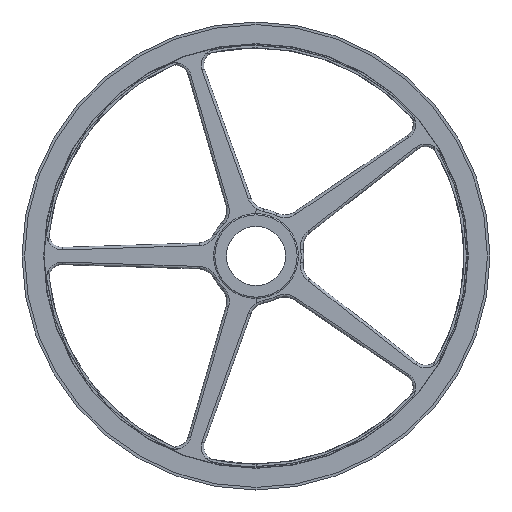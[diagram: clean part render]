
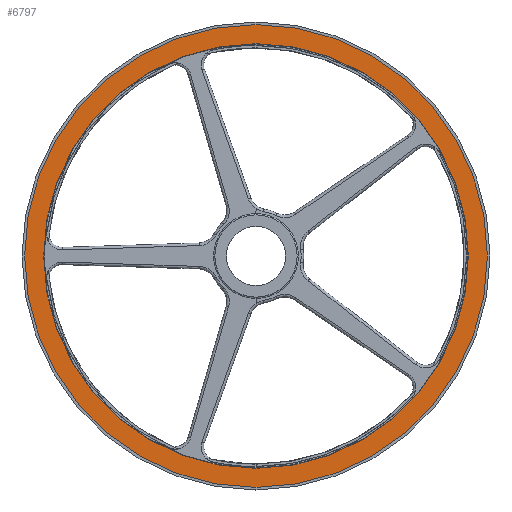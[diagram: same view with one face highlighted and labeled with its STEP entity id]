
A CAD part, left-side view. The second image highlights one B-rep face of the part: STEP entity #6797.
In plain terms, the highlighted planar face has unit normal (-1, 0, 0).
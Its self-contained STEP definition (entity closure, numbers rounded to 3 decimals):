
#57 = ORIENTED_EDGE ( 'NONE', *, *, #2612, .F. ) ;
#164 = CIRCLE ( 'NONE', #6700, 267. ) ;
#209 = CARTESIAN_POINT ( 'NONE',  ( -10.5, 0., -245. ) ) ;
#445 = CARTESIAN_POINT ( 'NONE',  ( -10.5, 245., 0. ) ) ;
#1301 = CARTESIAN_POINT ( 'NONE',  ( -10.5, 0., 0. ) ) ;
#1331 = PLANE ( 'NONE',  #11038 ) ;
#1781 = DIRECTION ( 'NONE',  ( 0., 0., 1. ) ) ;
#1842 = EDGE_LOOP ( 'NONE', ( #4618, #3575 ) ) ;
#2104 = ORIENTED_EDGE ( 'NONE', *, *, #7619, .F. ) ;
#2533 = CARTESIAN_POINT ( 'NONE',  ( -10.5, 0., -267. ) ) ;
#2605 = DIRECTION ( 'NONE',  ( 0., 0., 1. ) ) ;
#2612 = EDGE_CURVE ( 'NONE', #3057, #6758, #6421, .T. ) ;
#2650 = DIRECTION ( 'NONE',  ( -1., 0., 0. ) ) ;
#2899 = FACE_BOUND ( 'NONE', #3285, .T. ) ;
#3057 = VERTEX_POINT ( 'NONE', #11544 ) ;
#3228 = CIRCLE ( 'NONE', #9772, 245. ) ;
#3285 = EDGE_LOOP ( 'NONE', ( #57, #2104 ) ) ;
#3486 = DIRECTION ( 'NONE',  ( 0., 0., 1. ) ) ;
#3575 = ORIENTED_EDGE ( 'NONE', *, *, #7813, .T. ) ;
#3915 = DIRECTION ( 'NONE',  ( 0., 0., -1. ) ) ;
#4065 = VERTEX_POINT ( 'NONE', #11253 ) ;
#4380 = CARTESIAN_POINT ( 'NONE',  ( -10.5, 0., 0. ) ) ;
#4618 = ORIENTED_EDGE ( 'NONE', *, *, #6959, .T. ) ;
#4841 = DIRECTION ( 'NONE',  ( 1., 0., 0. ) ) ;
#5309 = AXIS2_PLACEMENT_3D ( 'NONE', #1301, #10309, #8451 ) ;
#6421 = CIRCLE ( 'NONE', #5309, 245. ) ;
#6458 = FACE_OUTER_BOUND ( 'NONE', #1842, .T. ) ;
#6700 = AXIS2_PLACEMENT_3D ( 'NONE', #4380, #7096, #3486 ) ;
#6758 = VERTEX_POINT ( 'NONE', #209 ) ;
#6797 = ADVANCED_FACE ( 'NONE', ( #2899, #6458 ), #1331, .F. ) ;
#6959 = EDGE_CURVE ( 'NONE', #4065, #7621, #164, .T. ) ;
#7096 = DIRECTION ( 'NONE',  ( -1., 0., 0. ) ) ;
#7619 = EDGE_CURVE ( 'NONE', #6758, #3057, #3228, .T. ) ;
#7621 = VERTEX_POINT ( 'NONE', #2533 ) ;
#7813 = EDGE_CURVE ( 'NONE', #7621, #4065, #8205, .T. ) ;
#7870 = CARTESIAN_POINT ( 'NONE',  ( -10.5, 0., 0. ) ) ;
#8056 = CARTESIAN_POINT ( 'NONE',  ( -10.5, 0., 0. ) ) ;
#8205 = CIRCLE ( 'NONE', #11581, 267. ) ;
#8451 = DIRECTION ( 'NONE',  ( 0., 0., 1. ) ) ;
#9772 = AXIS2_PLACEMENT_3D ( 'NONE', #7870, #2650, #1781 ) ;
#10309 = DIRECTION ( 'NONE',  ( -1., 0., 0. ) ) ;
#10640 = DIRECTION ( 'NONE',  ( -1., 0., 0. ) ) ;
#11038 = AXIS2_PLACEMENT_3D ( 'NONE', #445, #4841, #3915 ) ;
#11253 = CARTESIAN_POINT ( 'NONE',  ( -10.5, 0., 267. ) ) ;
#11544 = CARTESIAN_POINT ( 'NONE',  ( -10.5, 0., 245. ) ) ;
#11581 = AXIS2_PLACEMENT_3D ( 'NONE', #8056, #10640, #2605 ) ;
